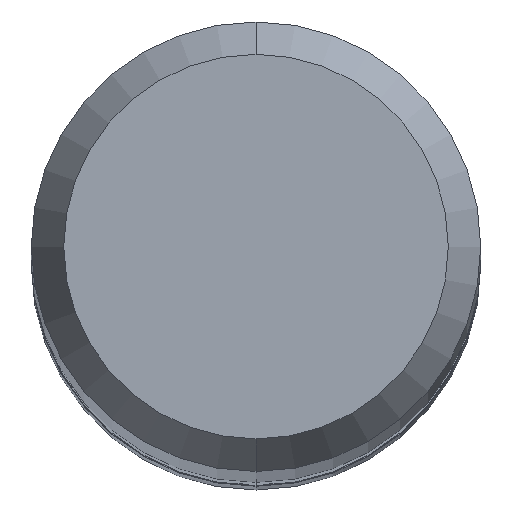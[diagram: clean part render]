
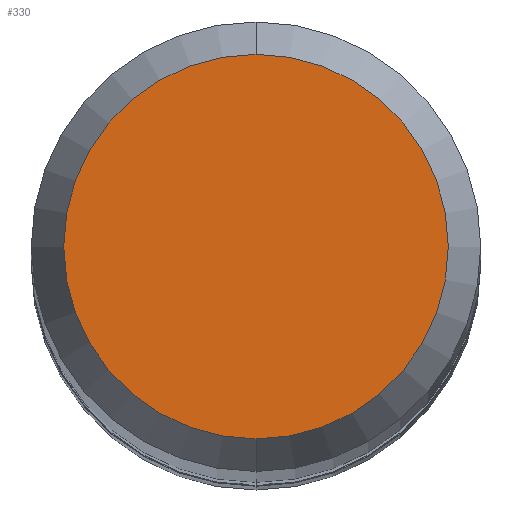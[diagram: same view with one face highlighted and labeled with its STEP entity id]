
A CAD part, top view. The second image highlights one B-rep face of the part: STEP entity #330.
In plain terms, the highlighted planar face has unit normal (0, 0, 1).
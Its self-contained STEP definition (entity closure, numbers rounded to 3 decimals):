
#224=EDGE_CURVE('',#450,#476,#560,.T.);
#330=ADVANCED_FACE('',(#680),#681,.T.);
#336=EDGE_CURVE('',#476,#450,#688,.T.);
#450=VERTEX_POINT('',#812);
#476=VERTEX_POINT('',#839);
#560=CIRCLE('',#954,1.358);
#680=FACE_OUTER_BOUND('',#1156,.T.);
#681=PLANE('',#1157);
#688=CIRCLE('',#1167,1.358);
#812=CARTESIAN_POINT('',(0.,-1.358,0.0));
#839=CARTESIAN_POINT('',(0.0,1.358,0.0));
#954=AXIS2_PLACEMENT_3D('',#1606,#1607,#1608);
#1156=EDGE_LOOP('',(#1762,#1763));
#1157=AXIS2_PLACEMENT_3D('',#1764,#1765,#1766);
#1167=AXIS2_PLACEMENT_3D('',#1776,#1777,#1778);
#1606=CARTESIAN_POINT('',(0.0,0.0,0.0));
#1607=DIRECTION('',(0.0,0.0,-1.0));
#1608=DIRECTION('',(0.0,1.0,0.0));
#1762=ORIENTED_EDGE('',*,*,#336,.F.);
#1763=ORIENTED_EDGE('',*,*,#224,.F.);
#1764=CARTESIAN_POINT('',(0.0,0.679,0.0));
#1765=DIRECTION('',(-0.0,0.0,1.0));
#1766=DIRECTION('',(0.0,-1.0,0.0));
#1776=CARTESIAN_POINT('',(0.0,0.0,0.0));
#1777=DIRECTION('',(0.0,0.0,-1.0));
#1778=DIRECTION('',(0.0,1.0,0.0));
